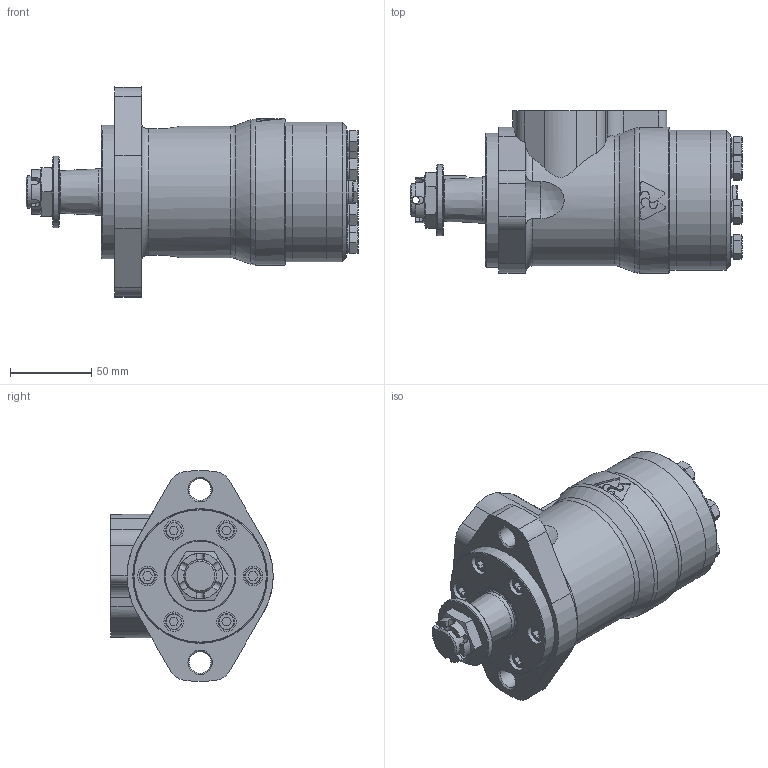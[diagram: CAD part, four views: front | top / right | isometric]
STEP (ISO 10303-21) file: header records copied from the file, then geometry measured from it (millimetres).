
FILE_DESCRIPTION( ( 'STEP AP214' ), '1' );
FILE_NAME( 'MP160KD.stp', '2019-11-12T08:12:57', ( '' ), ( '' ), ' ', 'PARTsolutions', ' ' );
FILE_SCHEMA( ( 'AUTOMOTIVE_DESIGN { 1 0 10303 214 1 1 1 1 }' ) );
Length unit declared in the file: millimetre
Products named in the file (7): MP160KD; _MPKBO; _MPKSH; _MPFMF; _MPVP; _MP160D; _MP
Assembly tree (6 placements, depth 2):
  MP160KD
    _MPKBO
    _MPKSH
    _MPFMF
    _MPVP
    _MP160D
    _MP
Bounding box: 204.43 x 100 x 129.82 mm (x, y, z)
Volume: 971150.5 mm3; surface area: 132561.1 mm2
Topology: 6 solids, 7 shells, 435 faces, 1011 edges, 631 vertices
Faces by surface type: plane 246, cylinder 92, cone 81, torus 14, sphere 2
Full cylindrical faces by diameter (mm): 2 x2, 4.5 x1, 6.647 x4, 7 x1, 10 x6, 11.9 x7, 12 x6, 13 x7, 13.35 x2, 17 x1, 18 x1, 18.631 x2, 20 x1, 28 x1, 28.56 x1, 29 x1, 32.6 x1, 35 x1, 44 x1, 82.3 x1, 82.5 x1, 82.55 x1, 86 x3, 90 x1
Entity records: 16608 total; most frequent: CARTESIAN_POINT 3737, DIRECTION 1907, ORIENTED_EDGE 1774, EDGE_CURVE 887, AXIS2_PLACEMENT_3D 745, VERTEX_POINT 610, EDGE_LOOP 579, FACE_OUTER_BOUND 498
